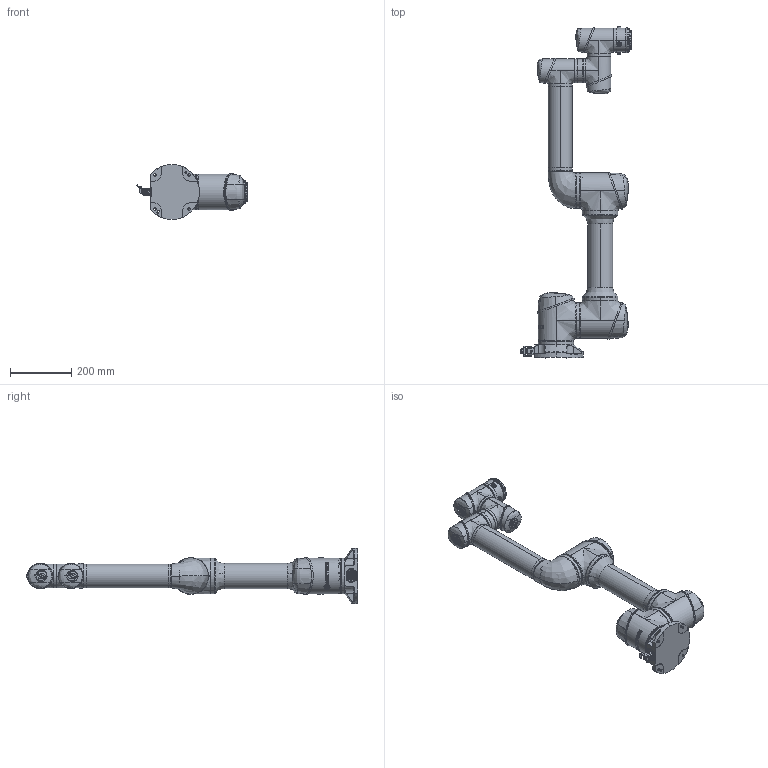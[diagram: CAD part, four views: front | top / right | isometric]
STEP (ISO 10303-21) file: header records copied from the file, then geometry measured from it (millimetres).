
FILE_DESCRIPTION (( 'STEP AP214' ), '1' );
FILE_NAME ('X5-910.STEP', '2024-02-29T10:00:12', ( '' ), ( '' ), 'SwSTEP 2.0', 'SolidWorks 2018', '' );
FILE_SCHEMA (( 'AUTOMOTIVE_DESIGN' ));
Length unit declared in the file: millimetre
Products named in the file (9): GCR5-J1_1^X5-910(2)_X5-910; GCR5-J6_1^X5-910(2)_X5-910; GCR5-J2_1^X5-910(2)_X5-910; X5-910; GCR5-J0_1^X5-910(2)_X5-910; GCR5-J4_1^X5-910(2)_X5-910; GCR5-J3_1^X5-910(2)_X5-910; GCR5-J5_1^X5-910(2)_X5-910; X5-910(2)^X5-910
Assembly tree (8 placements, depth 3):
  X5-910
    X5-910(2)^X5-910
      GCR5-J0_1^X5-910(2)_X5-910
      GCR5-J1_1^X5-910(2)_X5-910
      GCR5-J2_1^X5-910(2)_X5-910
      GCR5-J3_1^X5-910(2)_X5-910
      GCR5-J4_1^X5-910(2)_X5-910
      GCR5-J5_1^X5-910(2)_X5-910
      GCR5-J6_1^X5-910(2)_X5-910
Bounding box: 360.28 x 1085.5 x 180 mm (x, y, z)
Volume: 3178498.8 mm3; surface area: 1370316.5 mm2
Topology: 51 solids, 63 shells, 2950 faces, 7660 edges, 4992 vertices
Faces by surface type: plane 1316, cylinder 779, bspline 588, cone 191, torus 48, sphere 28
Entity records: 238088 total; most frequent: CARTESIAN_POINT 169264, ORIENTED_EDGE 15254, DIRECTION 11851, EDGE_CURVE 7627, VERTEX_POINT 4992, AXIS2_PLACEMENT_3D 3995, LINE 3861, VECTOR 3861
